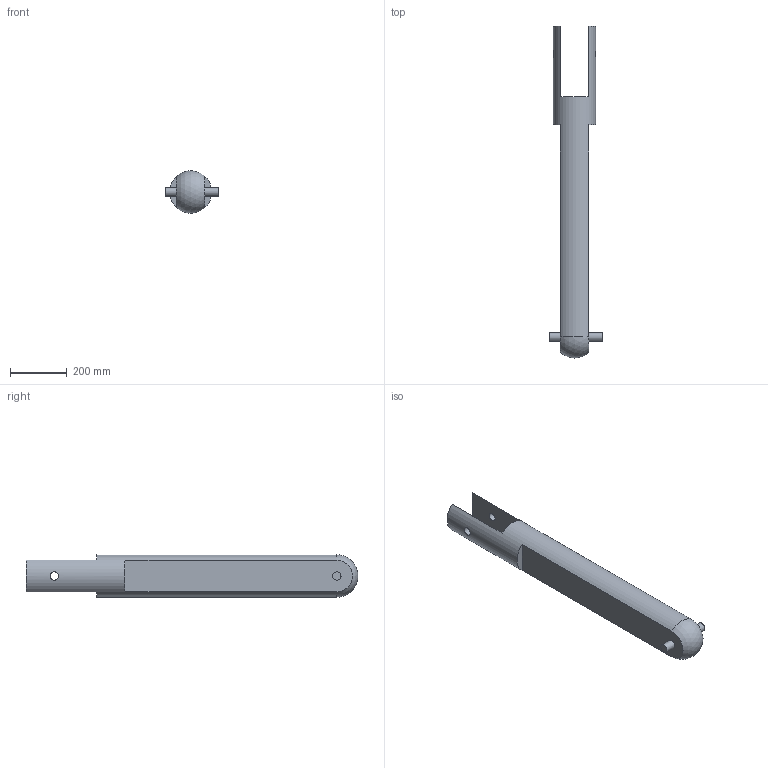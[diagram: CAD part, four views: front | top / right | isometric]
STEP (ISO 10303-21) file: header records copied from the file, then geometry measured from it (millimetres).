
FILE_DESCRIPTION(/* description */ (''),/* implementation_level */ '2;1');
FILE_NAME(/* name */ 'Link 1.step',/* time_stamp */ '2019-05-03T05:42:46+07:00',/* author */ (''),/* organization */ (''),/* preprocessor_version */ 'ST-DEVELOPER v17.2',/* originating_system */ 'Autodesk Translation Framework v7.6.0.251',/* authorisation */ '');
FILE_SCHEMA (('AUTOMOTIVE_DESIGN { 1 0 10303 214 3 1 1 }'));
Length unit declared in the file: millimetre
Products named in the file (1): FusionComponent
Bounding box: 190 x 1175 x 149.51 mm (x, y, z)
Volume: 13866299.6 mm3; surface area: 563140.1 mm2
Topology: 1 solids, 1 shells, 17 faces, 40 edges, 27 vertices
Faces by surface type: plane 11, cylinder 5, sphere 1
Full cylindrical faces by diameter (mm): 30 x4, 150 x1
Entity records: 632 total; most frequent: CARTESIAN_POINT 185, DIRECTION 89, ORIENTED_EDGE 80, EDGE_CURVE 40, AXIS2_PLACEMENT_3D 35, VERTEX_POINT 27, EDGE_LOOP 23, LINE 19
